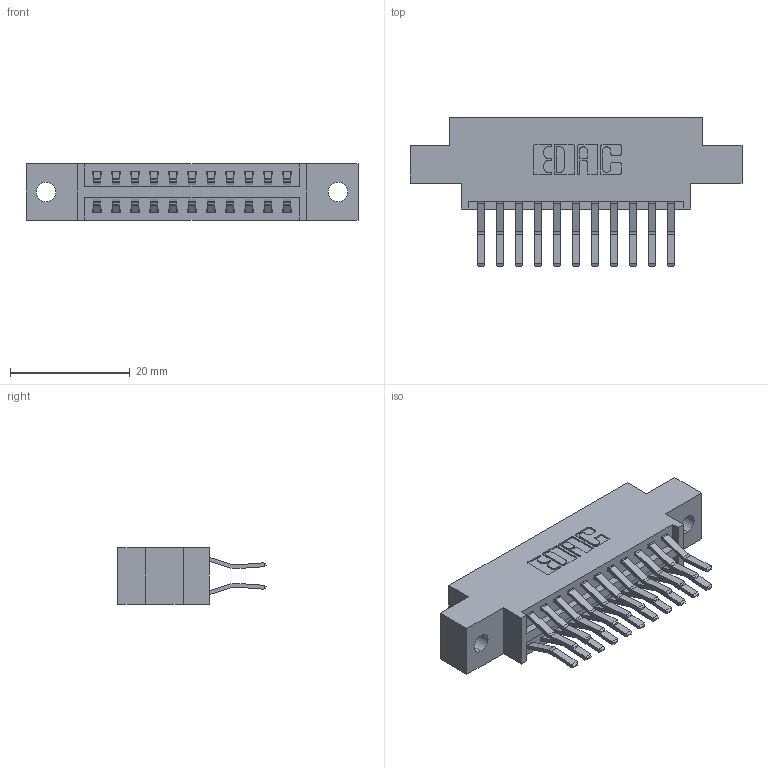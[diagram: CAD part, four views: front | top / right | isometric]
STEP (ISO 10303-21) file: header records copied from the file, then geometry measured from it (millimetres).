
FILE_DESCRIPTION (( 'STEP AP203' ), '1' );
FILE_NAME ('346-022-560-802.STEP', '2022-05-18T22:25:28', ( '' ), ( '' ), 'SwSTEP 2.0', 'SolidWorks 2020', '' );
FILE_SCHEMA (( 'CONFIG_CONTROL_DESIGN' ));
Length unit declared in the file: inch
Products named in the file (3): 346 Part_0.170 Offset - 0.128 Dia; 346-022-560-802; 345-292-001_560 Tail
Assembly tree (23 placements, depth 2):
  346-022-560-802
    346 Part_0.170 Offset - 0.128 Dia
    345-292-001_560 Tail  x22
Bounding box: 55.5 x 24.78 x 9.4 mm (x, y, z)
Volume: 5124 mm3; surface area: 6851.1 mm2
Topology: 23 solids, 23 shells, 1314 faces, 3883 edges, 2558 vertices
Faces by surface type: plane 850, cylinder 464
Entity records: 11575 total; most frequent: CARTESIAN_POINT 1952, ORIENTED_EDGE 1886, DIRECTION 1775, EDGE_CURVE 943, LINE 763, VECTOR 763, VERTEX_POINT 626, AXIS2_PLACEMENT_3D 506
